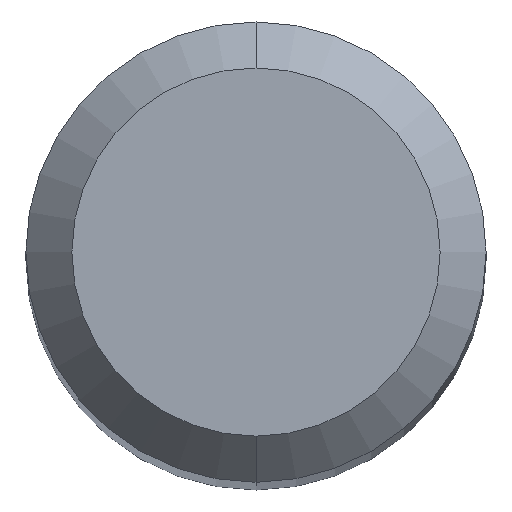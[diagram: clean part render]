
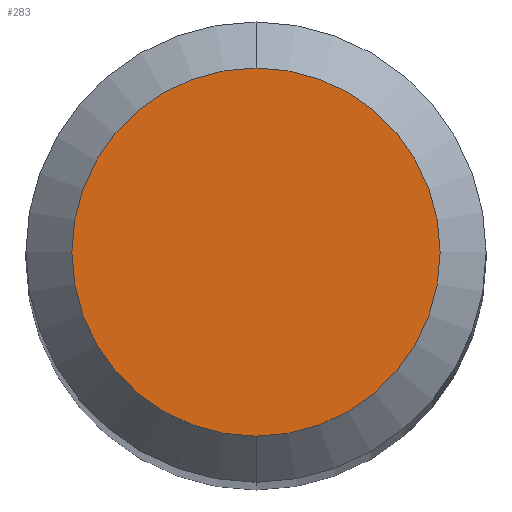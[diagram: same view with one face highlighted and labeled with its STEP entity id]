
A CAD part, top view. The second image highlights one B-rep face of the part: STEP entity #283.
In plain terms, the highlighted planar face has unit normal (0, 0, 1).
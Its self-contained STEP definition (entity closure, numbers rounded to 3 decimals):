
#201=EDGE_CURVE('',#219,#227,#510,.T.);
#219=VERTEX_POINT('',#530);
#227=VERTEX_POINT('',#538);
#283=ADVANCED_FACE('',(#598),#599,.T.);
#289=EDGE_CURVE('',#227,#219,#605,.T.);
#510=CIRCLE('',#852,1.2);
#530=CARTESIAN_POINT('',(0.0,1.2,0.0));
#538=CARTESIAN_POINT('',(0.,-1.2,0.0));
#598=FACE_OUTER_BOUND('',#1012,.T.);
#599=PLANE('',#1013);
#605=CIRCLE('',#1022,1.2);
#852=AXIS2_PLACEMENT_3D('',#1474,#1475,#1476);
#1012=EDGE_LOOP('',(#1562,#1563));
#1013=AXIS2_PLACEMENT_3D('',#1564,#1565,#1566);
#1022=AXIS2_PLACEMENT_3D('',#1568,#1569,#1570);
#1474=CARTESIAN_POINT('',(0.0,0.0,0.0));
#1475=DIRECTION('',(0.0,0.0,-1.0));
#1476=DIRECTION('',(0.0,1.0,0.0));
#1562=ORIENTED_EDGE('',*,*,#201,.F.);
#1563=ORIENTED_EDGE('',*,*,#289,.F.);
#1564=CARTESIAN_POINT('',(0.0,0.6,0.0));
#1565=DIRECTION('',(-0.0,0.0,1.0));
#1566=DIRECTION('',(0.0,-1.0,0.0));
#1568=CARTESIAN_POINT('',(0.0,0.0,0.0));
#1569=DIRECTION('',(0.0,0.0,-1.0));
#1570=DIRECTION('',(0.0,1.0,0.0));
